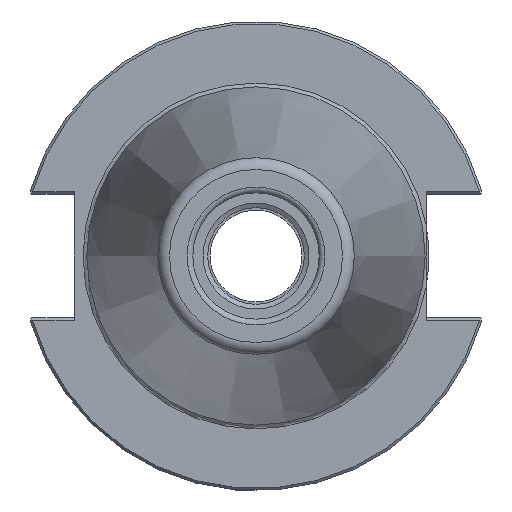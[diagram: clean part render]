
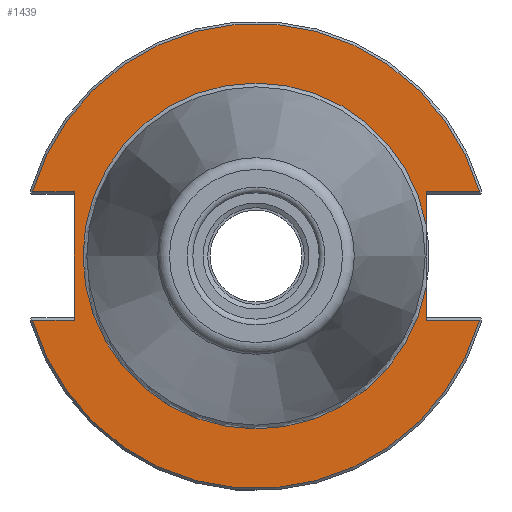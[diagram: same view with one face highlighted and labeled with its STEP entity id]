
A CAD part, left-side view. The second image highlights one B-rep face of the part: STEP entity #1439.
In plain terms, the highlighted planar face has unit normal (-1, 0, 0).
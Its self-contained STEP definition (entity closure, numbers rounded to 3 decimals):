
#78=PLANE('',#1560);
#123=CIRCLE('',#1558,48.249);
#125=CIRCLE('',#1561,35.899);
#126=CIRCLE('',#1562,35.899);
#127=CIRCLE('',#1563,48.249);
#241=FACE_OUTER_BOUND('',#317,.T.);
#317=EDGE_LOOP('',(#1061,#1062,#1063,#1064,#1065,#1066,#1067,#1068,#1069,
#1070,#1071));
#411=LINE('',#2407,#489);
#414=LINE('',#2466,#492);
#415=LINE('',#2472,#493);
#416=LINE('',#2474,#494);
#417=LINE('',#2478,#495);
#418=LINE('',#2480,#496);
#419=LINE('',#2481,#497);
#489=VECTOR('',#1807,10.);
#492=VECTOR('',#1826,10.);
#493=VECTOR('',#1831,10.);
#494=VECTOR('',#1832,10.);
#495=VECTOR('',#1835,10.);
#496=VECTOR('',#1836,10.);
#497=VECTOR('',#1837,10.);
#607=VERTEX_POINT('',#2404);
#608=VERTEX_POINT('',#2406);
#616=VERTEX_POINT('',#2453);
#619=VERTEX_POINT('',#2465);
#620=VERTEX_POINT('',#2467);
#621=VERTEX_POINT('',#2469);
#622=VERTEX_POINT('',#2471);
#623=VERTEX_POINT('',#2473);
#624=VERTEX_POINT('',#2475);
#625=VERTEX_POINT('',#2477);
#626=VERTEX_POINT('',#2479);
#782=EDGE_CURVE('',#607,#608,#411,.T.);
#794=EDGE_CURVE('',#608,#616,#123,.T.);
#798=EDGE_CURVE('',#607,#619,#414,.T.);
#799=EDGE_CURVE('',#619,#620,#125,.T.);
#800=EDGE_CURVE('',#620,#621,#126,.T.);
#801=EDGE_CURVE('',#621,#622,#415,.T.);
#802=EDGE_CURVE('',#623,#622,#416,.T.);
#803=EDGE_CURVE('',#624,#623,#127,.T.);
#804=EDGE_CURVE('',#625,#624,#417,.T.);
#805=EDGE_CURVE('',#625,#626,#418,.T.);
#806=EDGE_CURVE('',#616,#626,#419,.T.);
#1061=ORIENTED_EDGE('',*,*,#782,.F.);
#1062=ORIENTED_EDGE('',*,*,#798,.T.);
#1063=ORIENTED_EDGE('',*,*,#799,.T.);
#1064=ORIENTED_EDGE('',*,*,#800,.T.);
#1065=ORIENTED_EDGE('',*,*,#801,.T.);
#1066=ORIENTED_EDGE('',*,*,#802,.F.);
#1067=ORIENTED_EDGE('',*,*,#803,.F.);
#1068=ORIENTED_EDGE('',*,*,#804,.F.);
#1069=ORIENTED_EDGE('',*,*,#805,.T.);
#1070=ORIENTED_EDGE('',*,*,#806,.F.);
#1071=ORIENTED_EDGE('',*,*,#794,.F.);
#1439=ADVANCED_FACE('',(#241),#78,.T.);
#1558=AXIS2_PLACEMENT_3D('',#2454,#1820,#1821);
#1560=AXIS2_PLACEMENT_3D('',#2464,#1824,#1825);
#1561=AXIS2_PLACEMENT_3D('',#2468,#1827,#1828);
#1562=AXIS2_PLACEMENT_3D('',#2470,#1829,#1830);
#1563=AXIS2_PLACEMENT_3D('',#2476,#1833,#1834);
#1807=DIRECTION('',(0.,-1.,0.));
#1820=DIRECTION('center_axis',(1.,0.,0.));
#1821=DIRECTION('ref_axis',(0.,0.,-1.));
#1824=DIRECTION('center_axis',(-1.,0.,0.));
#1825=DIRECTION('ref_axis',(0.,0.,1.));
#1826=DIRECTION('',(0.,0.,1.));
#1827=DIRECTION('center_axis',(1.,0.,0.));
#1828=DIRECTION('ref_axis',(0.,0.,-1.));
#1829=DIRECTION('center_axis',(1.,0.,0.));
#1830=DIRECTION('ref_axis',(0.,0.,-1.));
#1831=DIRECTION('',(0.,0.,1.));
#1832=DIRECTION('',(0.,1.,0.));
#1833=DIRECTION('center_axis',(1.,0.,0.));
#1834=DIRECTION('ref_axis',(0.,0.,-1.));
#1835=DIRECTION('',(0.,1.,0.));
#1836=DIRECTION('',(0.,0.,-1.));
#1837=DIRECTION('',(0.,-1.,0.));
#2404=CARTESIAN_POINT('',(3.175,-35.3,-13.325));
#2406=CARTESIAN_POINT('',(3.175,-46.373,-13.325));
#2407=CARTESIAN_POINT('',(3.175,-13.707,-13.325));
#2453=CARTESIAN_POINT('',(3.175,46.373,-13.325));
#2454=CARTESIAN_POINT('Origin',(3.175,0.,0.));
#2464=CARTESIAN_POINT('Origin',(3.175,48.249,0.));
#2465=CARTESIAN_POINT('',(3.175,-35.3,-6.533));
#2466=CARTESIAN_POINT('',(3.175,-35.3,-6.413));
#2467=CARTESIAN_POINT('',(3.175,0.,35.899));
#2468=CARTESIAN_POINT('Origin',(3.175,0.,0.));
#2469=CARTESIAN_POINT('',(3.175,-35.3,6.533));
#2470=CARTESIAN_POINT('Origin',(3.175,0.,0.));
#2471=CARTESIAN_POINT('',(3.175,-35.3,13.325));
#2472=CARTESIAN_POINT('',(3.175,-35.3,-6.413));
#2473=CARTESIAN_POINT('',(3.175,-46.373,13.325));
#2474=CARTESIAN_POINT('',(3.175,6.475,13.325));
#2475=CARTESIAN_POINT('',(3.175,46.373,13.325));
#2476=CARTESIAN_POINT('Origin',(3.175,0.,0.));
#2477=CARTESIAN_POINT('',(3.175,37.7,13.325));
#2478=CARTESIAN_POINT('',(3.175,61.395,13.325));
#2479=CARTESIAN_POINT('',(3.175,37.7,-13.325));
#2480=CARTESIAN_POINT('',(3.175,37.7,6.413));
#2481=CARTESIAN_POINT('',(3.175,42.975,-13.325));
